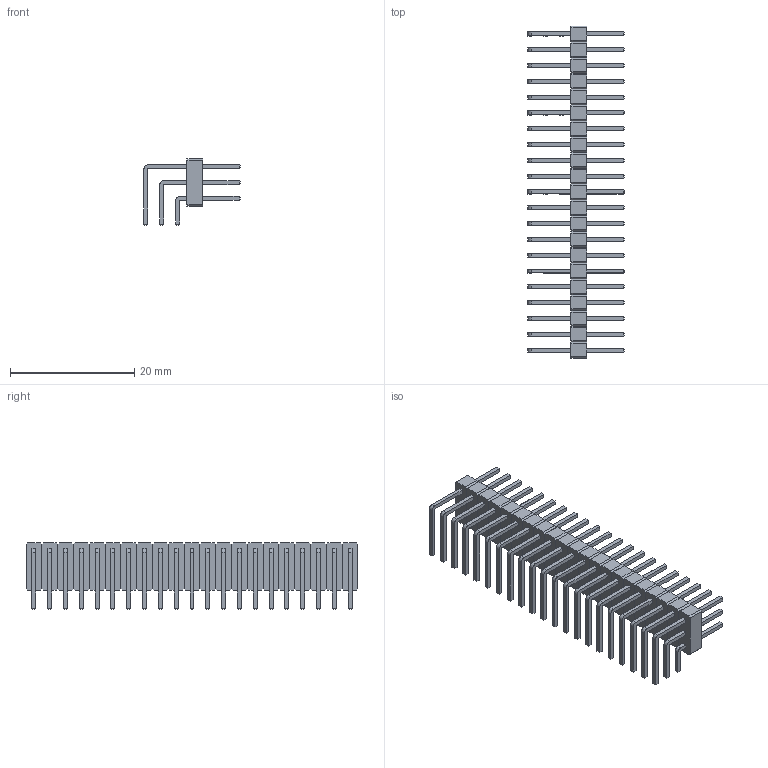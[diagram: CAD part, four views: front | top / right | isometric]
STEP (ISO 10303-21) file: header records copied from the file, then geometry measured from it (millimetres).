
FILE_DESCRIPTION(('FreeCAD Model'),'2;1');
FILE_NAME('Open CASCADE Shape Model','2022-01-07T04:47:53',( 'kicad StepUp'),('ksu MCAD'),'Open CASCADE STEP processor 7.5', 'FreeCAD','Unknown');
FILE_SCHEMA(('AUTOMOTIVE_DESIGN { 1 0 10303 214 1 1 1 1 }'));
Length unit declared in the file: millimetre
Products named in the file (1): PinHeader_3x21_P2.54mm_Horizontal
Bounding box: 15.44 x 53.34 x 10.62 mm (x, y, z)
Volume: 1453.3 mm3; surface area: 5338.7 mm2
Topology: 84 solids, 84 shells, 1533 faces, 3591 edges, 2226 vertices
Faces by surface type: plane 1470, cylinder 63
Entity records: 53907 total; most frequent: CARTESIAN_POINT 7351, ORIENTED_EDGE 7182, DIRECTION 6785, EDGE_CURVE 3591, LINE 3465, VECTOR 3465, VERTEX_POINT 2226, AXIS2_PLACEMENT_3D 1660
